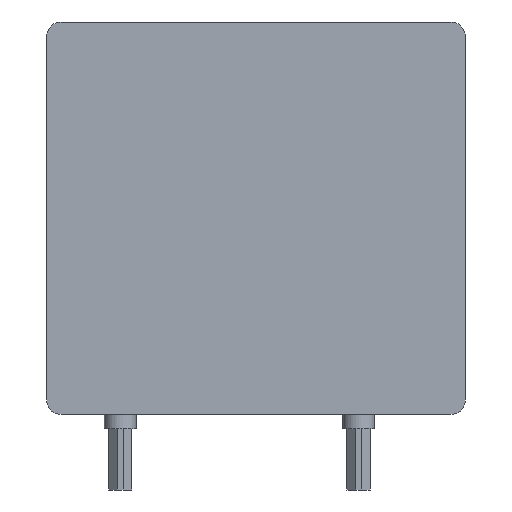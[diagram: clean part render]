
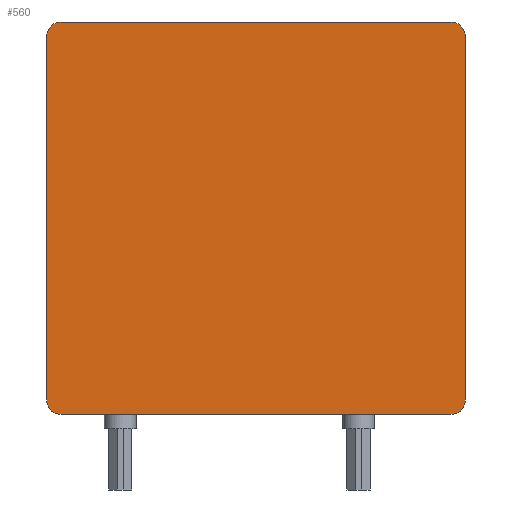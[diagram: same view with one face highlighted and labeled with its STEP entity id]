
A CAD part, left-side view. The second image highlights one B-rep face of the part: STEP entity #560.
In plain terms, the highlighted planar face has unit normal (-1, 0, 0).
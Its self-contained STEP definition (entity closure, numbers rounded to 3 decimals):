
#190 = VERTEX_POINT('',#191);
#191 = CARTESIAN_POINT('',(-1.3,2.03,0.));
#197 = EDGE_CURVE('',#190,#198,#200,.T.);
#198 = VERTEX_POINT('',#199);
#199 = CARTESIAN_POINT('',(-1.3,-11.37,0.));
#200 = LINE('',#201,#202);
#201 = CARTESIAN_POINT('',(-1.3,2.53,0.));
#202 = VECTOR('',#203,1.);
#203 = DIRECTION('',(0.,-1.,0.));
#219 = EDGE_CURVE('',#198,#220,#222,.T.);
#220 = VERTEX_POINT('',#221);
#221 = CARTESIAN_POINT('',(-1.3,-11.87,0.5));
#222 = CIRCLE('',#223,0.5);
#223 = AXIS2_PLACEMENT_3D('',#224,#225,#226);
#224 = CARTESIAN_POINT('',(-1.3,-11.37,0.5));
#225 = DIRECTION('',(-1.,0.,-0.));
#226 = DIRECTION('',(-0.,0.,1.));
#246 = EDGE_CURVE('',#247,#190,#249,.T.);
#247 = VERTEX_POINT('',#248);
#248 = CARTESIAN_POINT('',(-1.3,2.53,0.5));
#249 = CIRCLE('',#250,0.5);
#250 = AXIS2_PLACEMENT_3D('',#251,#252,#253);
#251 = CARTESIAN_POINT('',(-1.3,2.03,0.5));
#252 = DIRECTION('',(-1.,0.,0.));
#253 = DIRECTION('',(0.,0.,-1.));
#269 = EDGE_CURVE('',#220,#270,#272,.T.);
#270 = VERTEX_POINT('',#271);
#271 = CARTESIAN_POINT('',(-1.3,-11.87,13.));
#272 = LINE('',#273,#274);
#273 = CARTESIAN_POINT('',(-1.3,-11.87,0.));
#274 = VECTOR('',#275,1.);
#275 = DIRECTION('',(0.,0.,1.));
#475 = VERTEX_POINT('',#476);
#476 = CARTESIAN_POINT('',(-1.3,2.53,13.));
#482 = EDGE_CURVE('',#247,#475,#483,.T.);
#483 = LINE('',#484,#485);
#484 = CARTESIAN_POINT('',(-1.3,2.53,0.));
#485 = VECTOR('',#486,1.);
#486 = DIRECTION('',(0.,0.,1.));
#497 = EDGE_CURVE('',#498,#270,#500,.T.);
#498 = VERTEX_POINT('',#499);
#499 = CARTESIAN_POINT('',(-1.3,-11.37,13.5));
#500 = CIRCLE('',#501,0.5);
#501 = AXIS2_PLACEMENT_3D('',#502,#503,#504);
#502 = CARTESIAN_POINT('',(-1.3,-11.37,13.));
#503 = DIRECTION('',(1.,0.,0.));
#504 = DIRECTION('',(-0.,0.,1.));
#524 = VERTEX_POINT('',#525);
#525 = CARTESIAN_POINT('',(-1.3,2.03,13.5));
#531 = EDGE_CURVE('',#475,#524,#532,.T.);
#532 = CIRCLE('',#533,0.5);
#533 = AXIS2_PLACEMENT_3D('',#534,#535,#536);
#534 = CARTESIAN_POINT('',(-1.3,2.03,13.));
#535 = DIRECTION('',(1.,-0.,0.));
#536 = DIRECTION('',(0.,0.,-1.));
#549 = EDGE_CURVE('',#524,#498,#550,.T.);
#550 = LINE('',#551,#552);
#551 = CARTESIAN_POINT('',(-1.3,2.53,13.5));
#552 = VECTOR('',#553,1.);
#553 = DIRECTION('',(0.,-1.,0.));
#560 = ADVANCED_FACE('',(#561),#571,.F.);
#561 = FACE_BOUND('',#562,.F.);
#562 = EDGE_LOOP('',(#563,#564,#565,#566,#567,#568,#569,#570));
#563 = ORIENTED_EDGE('',*,*,#197,.F.);
#564 = ORIENTED_EDGE('',*,*,#246,.F.);
#565 = ORIENTED_EDGE('',*,*,#482,.T.);
#566 = ORIENTED_EDGE('',*,*,#531,.T.);
#567 = ORIENTED_EDGE('',*,*,#549,.T.);
#568 = ORIENTED_EDGE('',*,*,#497,.T.);
#569 = ORIENTED_EDGE('',*,*,#269,.F.);
#570 = ORIENTED_EDGE('',*,*,#219,.F.);
#571 = PLANE('',#572);
#572 = AXIS2_PLACEMENT_3D('',#573,#574,#575);
#573 = CARTESIAN_POINT('',(-1.3,2.53,0.));
#574 = DIRECTION('',(1.,0.,-0.));
#575 = DIRECTION('',(0.,-1.,0.));
